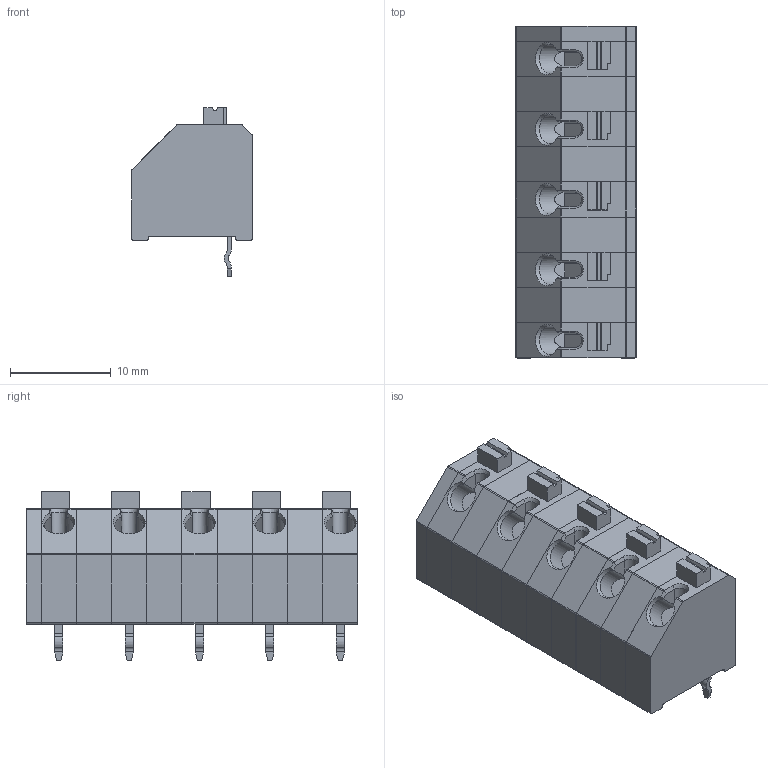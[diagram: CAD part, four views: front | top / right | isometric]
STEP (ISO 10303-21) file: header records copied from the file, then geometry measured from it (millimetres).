
FILE_DESCRIPTION( ( 'Unknown' ), '1' );
FILE_NAME( '691417220005.stp', 'Unknown', ( 'Unknown' ), ( 'Unknown' ), 'PSStep 18.0.17', 'Unknown', ' ' );
FILE_SCHEMA( ( 'AUTOMOTIVE_DESIGN { 1 0 10303 214 1 1 1 1 }' ) );
Length unit declared in the file: millimetre
Products named in the file (11): Assem1; 6914172200xx_SX1; 691417220005_x; 691417220005
Assembly tree (10 placements, depth 2):
  Assem1
    6914172200xx_SX1
    691417220005_x
    691417220005_x
    691417220005_x
    691417220005_x
    691417220005
    691417220005
    691417220005
    691417220005
    691417220005
Bounding box: 12 x 33 x 16.8 mm (x, y, z)
Volume: 3995.4 mm3; surface area: 4239.8 mm2
Topology: 10 solids, 10 shells, 650 faces, 1795 edges, 1189 vertices
Faces by surface type: plane 468, cylinder 167, cone 15
Entity records: 26083 total; most frequent: CARTESIAN_POINT 3756, ORIENTED_EDGE 3576, DIRECTION 3509, EDGE_CURVE 1788, LINE 1369, VECTOR 1369, VERTEX_POINT 1187, AXIS2_PLACEMENT_3D 1070
